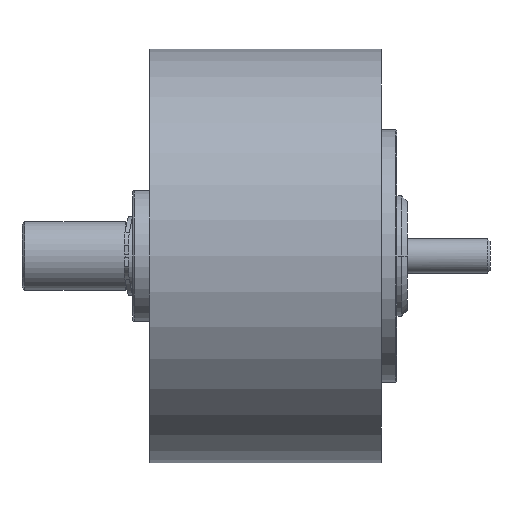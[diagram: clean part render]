
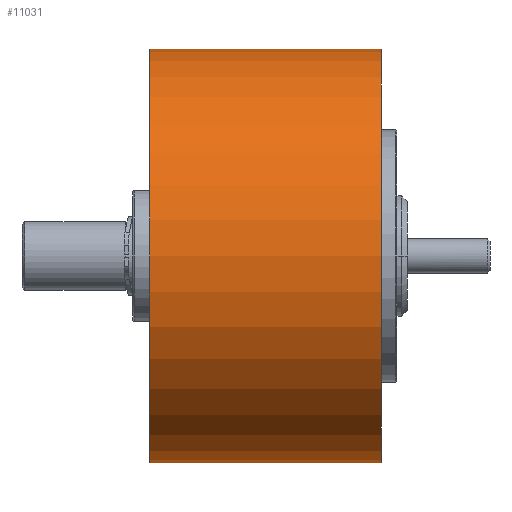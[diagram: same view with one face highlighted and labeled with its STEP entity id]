
A CAD part, front view. The second image highlights one B-rep face of the part: STEP entity #11031.
In plain terms, the highlighted cylindrical face has radius 29.997 mm (diameter 59.995 mm), a partial arc.
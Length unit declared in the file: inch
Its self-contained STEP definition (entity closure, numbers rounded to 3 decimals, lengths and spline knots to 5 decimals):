
#159 = DIRECTION ( 'NONE',  ( -1., 0., 0. ) ) ;
#204 = DIRECTION ( 'NONE',  ( 0., 0., 1. ) ) ;
#425 = DIRECTION ( 'NONE',  ( -1., 0., 0. ) ) ;
#910 = DIRECTION ( 'NONE',  ( -1., 0., 0. ) ) ;
#991 = LINE ( 'NONE', #6377, #11241 ) ;
#1068 = CARTESIAN_POINT ( 'NONE',  ( 0., 0., -1.181 ) ) ;
#1189 = DIRECTION ( 'NONE',  ( -1., 0., 0. ) ) ;
#1297 = ORIENTED_EDGE ( 'NONE', *, *, #2063, .T. ) ;
#1755 = VERTEX_POINT ( 'NONE', #2469 ) ;
#2063 = EDGE_CURVE ( 'NONE', #1755, #3669, #6081, .T. ) ;
#2162 = CARTESIAN_POINT ( 'NONE',  ( 0., 0., 0. ) ) ;
#2202 = DIRECTION ( 'NONE',  ( -1., 0., 0. ) ) ;
#2469 = CARTESIAN_POINT ( 'NONE',  ( 1.32, 0., 1.181 ) ) ;
#2783 = CIRCLE ( 'NONE', #9375, 1.181 ) ;
#3218 = AXIS2_PLACEMENT_3D ( 'NONE', #6868, #910, #7842 ) ;
#3669 = VERTEX_POINT ( 'NONE', #6254 ) ;
#4138 = CIRCLE ( 'NONE', #3218, 1.181 ) ;
#5101 = EDGE_LOOP ( 'NONE', ( #8599, #11016, #1297, #8918 ) ) ;
#5315 = VERTEX_POINT ( 'NONE', #1068 ) ;
#6081 = LINE ( 'NONE', #11045, #11006 ) ;
#6123 = VERTEX_POINT ( 'NONE', #11122 ) ;
#6254 = CARTESIAN_POINT ( 'NONE',  ( 0., 0., 1.181 ) ) ;
#6377 = CARTESIAN_POINT ( 'NONE',  ( 0., 0., -1.181 ) ) ;
#6868 = CARTESIAN_POINT ( 'NONE',  ( 1.32, 0., 0. ) ) ;
#7717 = EDGE_CURVE ( 'NONE', #5315, #3669, #2783, .T. ) ;
#7842 = DIRECTION ( 'NONE',  ( 0., 0., 1. ) ) ;
#8129 = CARTESIAN_POINT ( 'NONE',  ( 0., 0., 0. ) ) ;
#8403 = CYLINDRICAL_SURFACE ( 'NONE', #12660, 1.181 ) ;
#8599 = ORIENTED_EDGE ( 'NONE', *, *, #12180, .F. ) ;
#8918 = ORIENTED_EDGE ( 'NONE', *, *, #7717, .F. ) ;
#9117 = DIRECTION ( 'NONE',  ( 0., 0., 1. ) ) ;
#9375 = AXIS2_PLACEMENT_3D ( 'NONE', #8129, #2202, #9117 ) ;
#9622 = FACE_OUTER_BOUND ( 'NONE', #5101, .T. ) ;
#11006 = VECTOR ( 'NONE', #1189, 39.37008 ) ;
#11016 = ORIENTED_EDGE ( 'NONE', *, *, #11808, .T. ) ;
#11031 = ADVANCED_FACE ( 'NONE', ( #9622 ), #8403, .T. ) ;
#11045 = CARTESIAN_POINT ( 'NONE',  ( 0., 0., 1.181 ) ) ;
#11122 = CARTESIAN_POINT ( 'NONE',  ( 1.32, 0., -1.181 ) ) ;
#11241 = VECTOR ( 'NONE', #425, 39.37008 ) ;
#11808 = EDGE_CURVE ( 'NONE', #6123, #1755, #4138, .T. ) ;
#12180 = EDGE_CURVE ( 'NONE', #6123, #5315, #991, .T. ) ;
#12660 = AXIS2_PLACEMENT_3D ( 'NONE', #2162, #159, #204 ) ;
